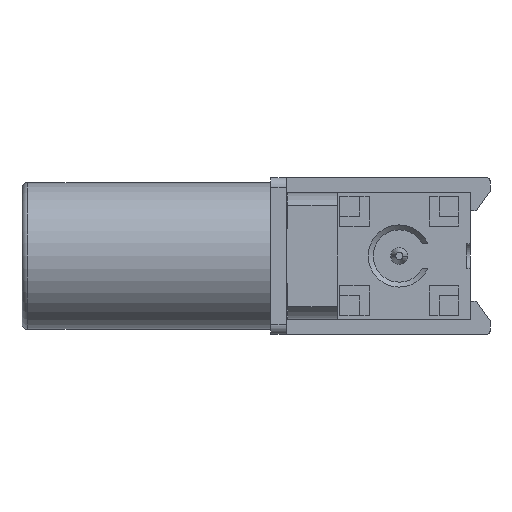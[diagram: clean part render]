
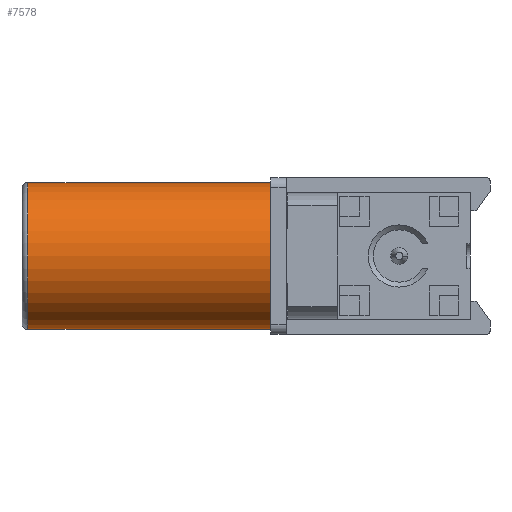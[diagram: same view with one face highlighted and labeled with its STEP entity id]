
A CAD part, front view. The second image highlights one B-rep face of the part: STEP entity #7578.
In plain terms, the highlighted cylindrical face has radius 3.75 mm (diameter 7.5 mm), a partial arc.
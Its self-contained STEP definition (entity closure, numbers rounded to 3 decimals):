
#2288=DIRECTION('',(-1.,0.,0.));
#2289=VECTOR('',#2288,12.4);
#2290=CARTESIAN_POINT('',(-6.568,0.,3.75));
#2291=LINE('',#2290,#2289);
#2365=CARTESIAN_POINT('',(-18.968,0.,0.));
#2366=DIRECTION('',(-1.,0.,0.));
#2367=DIRECTION('',(0.,0.,-1.));
#2368=AXIS2_PLACEMENT_3D('',#2365,#2366,#2367);
#2370=CARTESIAN_POINT('',(-6.568,0.,0.));
#2371=DIRECTION('',(-1.,0.,0.));
#2372=DIRECTION('',(0.,0.,-1.));
#2373=AXIS2_PLACEMENT_3D('',#2370,#2371,#2372);
#2375=DIRECTION('',(-1.,0.,0.));
#2376=VECTOR('',#2375,12.4);
#2377=CARTESIAN_POINT('',(-6.568,0.,-3.75));
#2378=LINE('',#2377,#2376);
#3416=CARTESIAN_POINT('',(-6.568,0.,-3.75));
#3417=CARTESIAN_POINT('',(-6.568,0.,3.75));
#3418=VERTEX_POINT('',#3416);
#3419=VERTEX_POINT('',#3417);
#3572=CARTESIAN_POINT('',(-18.968,0.,-3.75));
#3573=CARTESIAN_POINT('',(-18.968,0.,3.75));
#3574=VERTEX_POINT('',#3572);
#3575=VERTEX_POINT('',#3573);
#7566=CARTESIAN_POINT('',(-6.568,0.,0.));
#7567=DIRECTION('',(-1.,0.,0.));
#7568=DIRECTION('',(0.,0.,1.));
#7569=AXIS2_PLACEMENT_3D('',#7566,#7567,#7568);
#7570=CYLINDRICAL_SURFACE('',#7569,3.75);
#7572=ORIENTED_EDGE('',*,*,#7571,.T.);
#7573=ORIENTED_EDGE('',*,*,#7453,.F.);
#7574=ORIENTED_EDGE('',*,*,#4709,.F.);
#7575=ORIENTED_EDGE('',*,*,#7457,.T.);
#7576=EDGE_LOOP('',(#7572,#7573,#7574,#7575));
#7577=FACE_OUTER_BOUND('',#7576,.F.);
#2369=CIRCLE('',#2368,3.75);
#2374=CIRCLE('',#2373,3.75);
#4709=EDGE_CURVE('',#3418,#3419,#2374,.T.);
#7453=EDGE_CURVE('',#3419,#3575,#2291,.T.);
#7457=EDGE_CURVE('',#3418,#3574,#2378,.T.);
#7571=EDGE_CURVE('',#3574,#3575,#2369,.T.);
#7578=ADVANCED_FACE('',(#7577),#7570,.T.);
